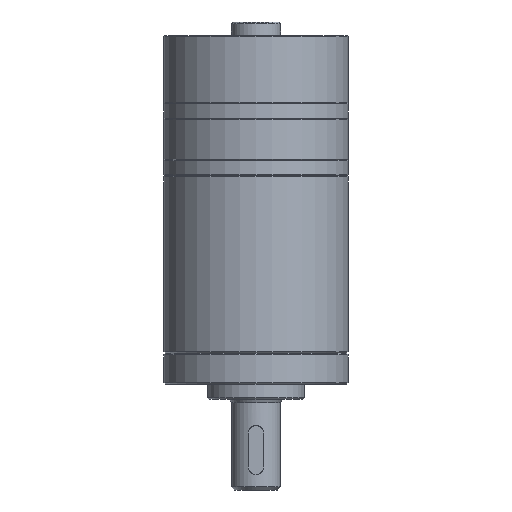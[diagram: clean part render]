
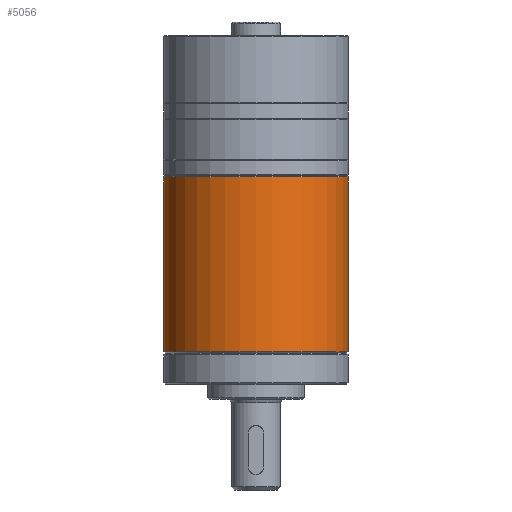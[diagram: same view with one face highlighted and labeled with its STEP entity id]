
A CAD part, front view. The second image highlights one B-rep face of the part: STEP entity #5056.
In plain terms, the highlighted cylindrical face has radius 30 mm (diameter 60 mm), a partial arc.
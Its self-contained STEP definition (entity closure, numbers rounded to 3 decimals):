
#229 = DIRECTION ( 'NONE',  ( 0., 0., 1. ) ) ;
#230 = CARTESIAN_POINT ( 'NONE',  ( 0., 0., 10.5 ) ) ;
#231 = AXIS2_PLACEMENT_3D ( 'NONE', #230, #229, #290 ) ;
#232 = CIRCLE ( 'NONE', #231, 30. ) ;
#237 = DIRECTION ( 'NONE',  ( -1., 0., 0. ) ) ;
#238 = DIRECTION ( 'NONE',  ( 0., 0., -1. ) ) ;
#239 = AXIS2_PLACEMENT_3D ( 'NONE', #246, #238, #237 ) ;
#240 = CYLINDRICAL_SURFACE ( 'NONE', #239, 30. ) ;
#241 = FACE_OUTER_BOUND ( 'NONE', #5058, .T. ) ;
#246 = CARTESIAN_POINT ( 'NONE',  ( 0., 0., 68. ) ) ;
#249 = DIRECTION ( 'NONE',  ( 1., 0., 0. ) ) ;
#250 = DIRECTION ( 'NONE',  ( 0., 0., -1. ) ) ;
#251 = CARTESIAN_POINT ( 'NONE',  ( 0., 0., 67.5 ) ) ;
#252 = AXIS2_PLACEMENT_3D ( 'NONE', #251, #250, #249 ) ;
#253 = CIRCLE ( 'NONE', #252, 30. ) ;
#290 = DIRECTION ( 'NONE',  ( 1., 0., 0. ) ) ;
#2042 = VERTEX_POINT ( 'NONE', #2544 ) ;
#2044 = VERTEX_POINT ( 'NONE', #2601 ) ;
#2069 = EDGE_CURVE ( 'NONE', #2092, #2042, #2619, .T. ) ;
#2089 = VERTEX_POINT ( 'NONE', #2639 ) ;
#2092 = VERTEX_POINT ( 'NONE', #2695 ) ;
#2094 = EDGE_CURVE ( 'NONE', #2089, #2044, #2694, .T. ) ;
#2544 = CARTESIAN_POINT ( 'NONE',  ( -30., 0., 10.5 ) ) ;
#2601 = CARTESIAN_POINT ( 'NONE',  ( 30., 0., 10.5 ) ) ;
#2616 = DIRECTION ( 'NONE',  ( 0., 0., -1. ) ) ;
#2617 = VECTOR ( 'NONE', #2616, 1000. ) ;
#2618 = CARTESIAN_POINT ( 'NONE',  ( -30., 0., 68. ) ) ;
#2619 = LINE ( 'NONE', #2618, #2617 ) ;
#2639 = CARTESIAN_POINT ( 'NONE',  ( 30., 0., 67.5 ) ) ;
#2691 = DIRECTION ( 'NONE',  ( 0., 0., -1. ) ) ;
#2692 = VECTOR ( 'NONE', #2691, 1000. ) ;
#2693 = CARTESIAN_POINT ( 'NONE',  ( 30., 0., 68. ) ) ;
#2694 = LINE ( 'NONE', #2693, #2692 ) ;
#2695 = CARTESIAN_POINT ( 'NONE',  ( -30., 0., 67.5 ) ) ;
#5050 = ORIENTED_EDGE ( 'NONE', *, *, #2069, .T. ) ;
#5051 = ORIENTED_EDGE ( 'NONE', *, *, #5063, .T. ) ;
#5052 = ORIENTED_EDGE ( 'NONE', *, *, #2094, .F. ) ;
#5053 = ORIENTED_EDGE ( 'NONE', *, *, #5054, .T. ) ;
#5054 = EDGE_CURVE ( 'NONE', #2089, #2092, #253, .T. ) ;
#5056 = ADVANCED_FACE ( 'NONE', ( #241 ), #240, .T. ) ;
#5058 = EDGE_LOOP ( 'NONE', ( #5052, #5053, #5050, #5051 ) ) ;
#5063 = EDGE_CURVE ( 'NONE', #2042, #2044, #232, .T. ) ;
